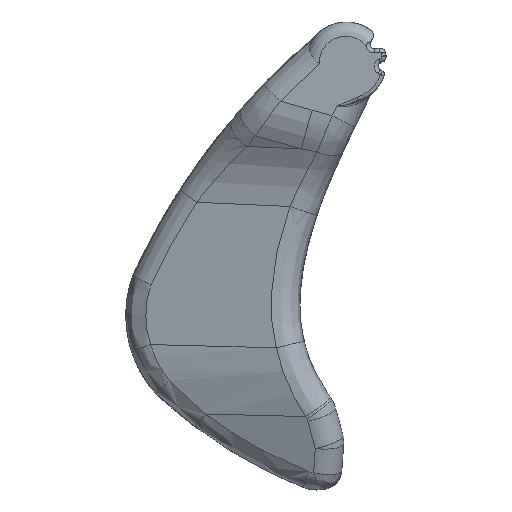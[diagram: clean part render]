
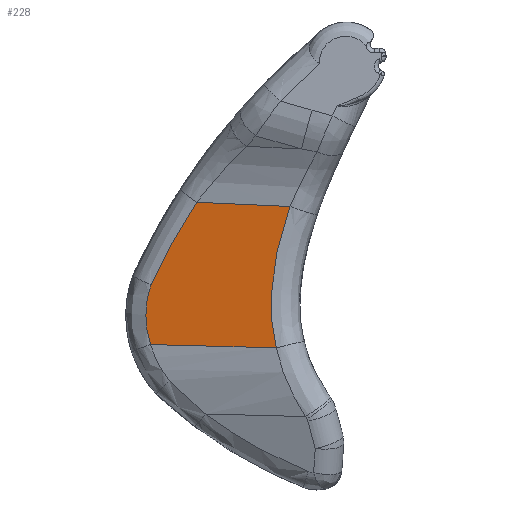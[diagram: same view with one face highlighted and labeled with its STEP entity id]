
A CAD part, left-side view. The second image highlights one B-rep face of the part: STEP entity #228.
In plain terms, the highlighted planar face has unit normal (-0.985, 0.174, 0).
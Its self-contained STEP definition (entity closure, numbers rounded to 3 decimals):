
#180 = VERTEX_POINT ( 'NONE', #2335 ) ;
#184 = EDGE_CURVE ( 'NONE', #180, #5966, #2357, .T. ) ;
#228 = ADVANCED_FACE ( 'NONE', ( #2914 ), #2812, .F. ) ;
#230 = EDGE_LOOP ( 'NONE', ( #233, #234, #236, #242, #247 ) ) ;
#233 = ORIENTED_EDGE ( 'NONE', *, *, #4578, .F. ) ;
#234 = ORIENTED_EDGE ( 'NONE', *, *, #184, .F. ) ;
#236 = ORIENTED_EDGE ( 'NONE', *, *, #239, .F. ) ;
#239 = EDGE_CURVE ( 'NONE', #240, #180, #2920, .T. ) ;
#240 = VERTEX_POINT ( 'NONE', #2917 ) ;
#242 = ORIENTED_EDGE ( 'NONE', *, *, #245, .F. ) ;
#245 = EDGE_CURVE ( 'NONE', #6721, #240, #2985, .T. ) ;
#247 = ORIENTED_EDGE ( 'NONE', *, *, #6704, .F. ) ;
#2335 = CARTESIAN_POINT ( 'NONE',  ( -21.587, 13.001, 18.763 ) ) ;
#2357 = B_SPLINE_CURVE_WITH_KNOTS ( 'NONE', 3,
 ( #2388, #2387, #2386, #2385 ),
 .UNSPECIFIED., .F., .F.,
 ( 4, 4 ),
 ( 0., 1. ),
 .UNSPECIFIED. ) ;
#2385 = CARTESIAN_POINT ( 'NONE',  ( -23.617, 1.488, 18.238 ) ) ;
#2386 = CARTESIAN_POINT ( 'NONE',  ( -22.94, 5.325, 18.413 ) ) ;
#2387 = CARTESIAN_POINT ( 'NONE',  ( -22.263, 9.163, 18.588 ) ) ;
#2388 = CARTESIAN_POINT ( 'NONE',  ( -21.587, 13.001, 18.763 ) ) ;
#2812 = PLANE ( 'NONE',  #2862 ) ;
#2855 = DIRECTION ( 'NONE',  ( 0.174, 0.985, 0. ) ) ;
#2857 = DIRECTION ( 'NONE',  ( 0.985, -0.174, 0. ) ) ;
#2861 = CARTESIAN_POINT ( 'NONE',  ( -23.636, 1.381, 0.696 ) ) ;
#2862 = AXIS2_PLACEMENT_3D ( 'NONE', #2861, #2857, #2855 ) ;
#2914 = FACE_OUTER_BOUND ( 'NONE', #230, .T. ) ;
#2915 = CARTESIAN_POINT ( 'NONE',  ( -20.597, 18.612, 8.589 ) ) ;
#2917 = CARTESIAN_POINT ( 'NONE',  ( -20.597, 18.612, 8.589 ) ) ;
#2920 =( BOUNDED_CURVE ( )  B_SPLINE_CURVE ( 3, ( #2915, #3017, #3015, #3014 ),
 .UNSPECIFIED., .F., .T. ) 
 B_SPLINE_CURVE_WITH_KNOTS ( ( 4, 4 ),
 ( 0., 1. ),
 .UNSPECIFIED. ) 
 CURVE ( )  GEOMETRIC_REPRESENTATION_ITEM ( )  RATIONAL_B_SPLINE_CURVE ( ( 1., 1., 1., 1. ) ) 
 REPRESENTATION_ITEM ( '' )  );
#2965 = CARTESIAN_POINT ( 'NONE',  ( -20.496, 19.186, 6.262 ) ) ;
#2967 = CARTESIAN_POINT ( 'NONE',  ( -20.485, 19.251, 5.623 ) ) ;
#2969 = CARTESIAN_POINT ( 'NONE',  ( -20.481, 19.273, 4.342 ) ) ;
#2971 = CARTESIAN_POINT ( 'NONE',  ( -20.489, 19.229, 3.7 ) ) ;
#2973 = CARTESIAN_POINT ( 'NONE',  ( -20.523, 19.036, 2.433 ) ) ;
#2975 = CARTESIAN_POINT ( 'NONE',  ( -20.549, 18.887, 1.808 ) ) ;
#2977 = CARTESIAN_POINT ( 'NONE',  ( -20.584, 18.685, 1.2 ) ) ;
#2985 = B_SPLINE_CURVE_WITH_KNOTS ( 'NONE', 3,
 ( #2977, #2975, #2973, #2971, #2969, #2967, #2965, #3073, #3071, #3069 ),
 .UNSPECIFIED., .F., .F.,
 ( 4, 2, 2, 2, 4 ),
 ( 0., 0.255, 0.511, 0.766, 1. ),
 .UNSPECIFIED. ) ;
#3014 = CARTESIAN_POINT ( 'NONE',  ( -21.587, 13.001, 18.763 ) ) ;
#3015 = CARTESIAN_POINT ( 'NONE',  ( -21.215, 15.108, 15.509 ) ) ;
#3017 = CARTESIAN_POINT ( 'NONE',  ( -20.884, 16.984, 12.107 ) ) ;
#3069 = CARTESIAN_POINT ( 'NONE',  ( -20.597, 18.612, 8.589 ) ) ;
#3071 = CARTESIAN_POINT ( 'NONE',  ( -20.563, 18.807, 8.036 ) ) ;
#3073 = CARTESIAN_POINT ( 'NONE',  ( -20.536, 18.96, 7.468 ) ) ;
#4578 = EDGE_CURVE ( 'NONE', #5966, #21572, #7931, .T. ) ;
#5966 = VERTEX_POINT ( 'NONE', #8058 ) ;
#6704 = EDGE_CURVE ( 'NONE', #21572, #6721, #8231, .T. ) ;
#6721 = VERTEX_POINT ( 'NONE', #8205 ) ;
#7929 = CARTESIAN_POINT ( 'NONE',  ( -23.617, 1.488, 18.238 ) ) ;
#7931 = B_SPLINE_CURVE_WITH_KNOTS ( 'NONE', 3,
 ( #7929, #7935, #7934, #7933, #7998, #7997, #7996, #7995, #7994, #7993, #7991, #7990, #7989, #7988, #7987, #7986, #7985, #8033, #8032, #8031 ),
 .UNSPECIFIED., .F., .F.,
 ( 4, 2, 2, 2, 2, 2, 2, 2, 2, 4 ),
 ( 0., 0.25, 0.375, 0.5, 0.563, 0.594, 0.625, 0.75, 0.875, 1. ),
 .UNSPECIFIED. ) ;
#7933 = CARTESIAN_POINT ( 'NONE',  ( -23.358, 2.955, 13.276 ) ) ;
#7934 = CARTESIAN_POINT ( 'NONE',  ( -23.454, 2.413, 15.423 ) ) ;
#7935 = CARTESIAN_POINT ( 'NONE',  ( -23.531, 1.977, 16.836 ) ) ;
#7985 = CARTESIAN_POINT ( 'NONE',  ( -23.226, 3.706, 3.723 ) ) ;
#7986 = CARTESIAN_POINT ( 'NONE',  ( -23.214, 3.771, 4.458 ) ) ;
#7987 = CARTESIAN_POINT ( 'NONE',  ( -23.203, 3.832, 5.933 ) ) ;
#7988 = CARTESIAN_POINT ( 'NONE',  ( -23.204, 3.829, 6.673 ) ) ;
#7989 = CARTESIAN_POINT ( 'NONE',  ( -23.211, 3.787, 7.601 ) ) ;
#7990 = CARTESIAN_POINT ( 'NONE',  ( -23.213, 3.776, 7.787 ) ) ;
#7991 = CARTESIAN_POINT ( 'NONE',  ( -23.218, 3.752, 8.159 ) ) ;
#7993 = CARTESIAN_POINT ( 'NONE',  ( -23.22, 3.738, 8.345 ) ) ;
#7994 = CARTESIAN_POINT ( 'NONE',  ( -23.229, 3.69, 8.902 ) ) ;
#7995 = CARTESIAN_POINT ( 'NONE',  ( -23.236, 3.65, 9.272 ) ) ;
#7996 = CARTESIAN_POINT ( 'NONE',  ( -23.26, 3.513, 10.376 ) ) ;
#7997 = CARTESIAN_POINT ( 'NONE',  ( -23.28, 3.396, 11.106 ) ) ;
#7998 = CARTESIAN_POINT ( 'NONE',  ( -23.33, 3.117, 12.556 ) ) ;
#8031 = CARTESIAN_POINT ( 'NONE',  ( -23.318, 3.183, 0.804 ) ) ;
#8032 = CARTESIAN_POINT ( 'NONE',  ( -23.286, 3.363, 1.53 ) ) ;
#8033 = CARTESIAN_POINT ( 'NONE',  ( -23.262, 3.502, 2.259 ) ) ;
#8058 = CARTESIAN_POINT ( 'NONE',  ( -23.617, 1.488, 18.238 ) ) ;
#8205 = CARTESIAN_POINT ( 'NONE',  ( -20.584, 18.685, 1.2 ) ) ;
#8206 = CARTESIAN_POINT ( 'NONE',  ( -20.584, 18.685, 1.2 ) ) ;
#8207 = CARTESIAN_POINT ( 'NONE',  ( -21.496, 13.518, 1.068 ) ) ;
#8208 = CARTESIAN_POINT ( 'NONE',  ( -22.407, 8.351, 0.936 ) ) ;
#8209 = CARTESIAN_POINT ( 'NONE',  ( -23.318, 3.183, 0.804 ) ) ;
#8231 = B_SPLINE_CURVE_WITH_KNOTS ( 'NONE', 3,
 ( #8209, #8208, #8207, #8206 ),
 .UNSPECIFIED., .F., .F.,
 ( 4, 4 ),
 ( 0., 1. ),
 .UNSPECIFIED. ) ;
#17447 = CARTESIAN_POINT ( 'NONE',  ( -23.318, 3.183, 0.804 ) ) ;
#21572 = VERTEX_POINT ( 'NONE', #17447 ) ;
